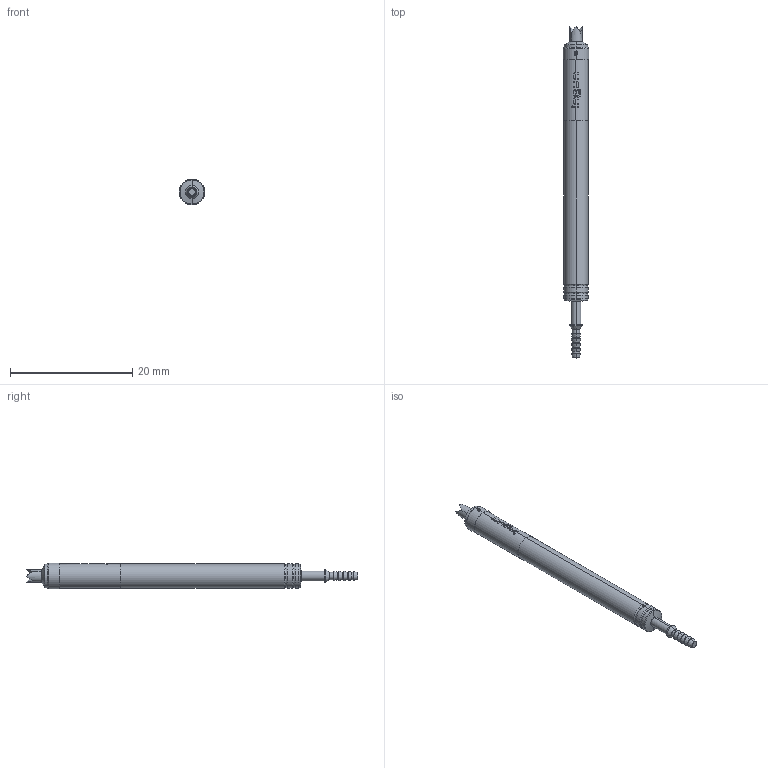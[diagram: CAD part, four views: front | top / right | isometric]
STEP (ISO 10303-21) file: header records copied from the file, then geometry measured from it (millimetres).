
FILE_DESCRIPTION (( 'STEP AP203' ), '1' );
FILE_NAME ('INGUN_PKS-399_204_200_R_xx02_1H.STEP', '2022-02-28T09:13:48', ( 'ochi' ), ( '' ), 'SwSTEP 2.0', 'SolidWorks 2018', '' );
FILE_SCHEMA (( 'CONFIG_CONTROL_DESIGN' ));
Length unit declared in the file: millimetre
Products named in the file (1): INGUN_PKS-399_204_200_R_xx02_1H
Bounding box: 4.2 x 54.4 x 4.2 mm (x, y, z)
Volume: 548 mm3; surface area: 618.1 mm2
Topology: 1 solids, 1 shells, 181 faces, 452 edges, 285 vertices
Faces by surface type: cylinder 63, plane 60, bspline 24, cone 18, torus 16
Entity records: 6799 total; most frequent: CARTESIAN_POINT 2907, ORIENTED_EDGE 904, DIRECTION 622, EDGE_CURVE 452, VERTEX_POINT 285, AXIS2_PLACEMENT_3D 266, B_SPLINE_CURVE_WITH_KNOTS 246, EDGE_LOOP 193
